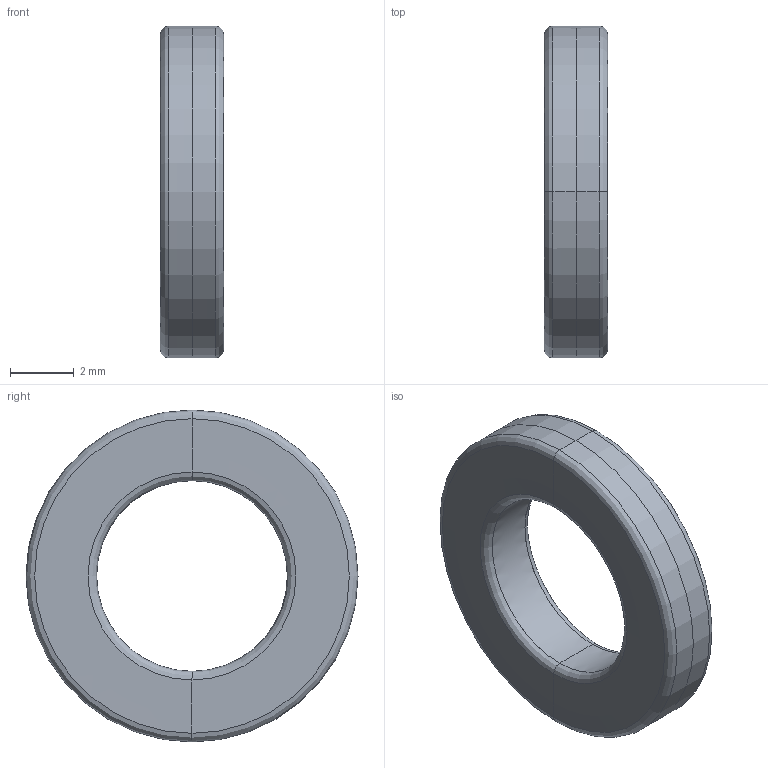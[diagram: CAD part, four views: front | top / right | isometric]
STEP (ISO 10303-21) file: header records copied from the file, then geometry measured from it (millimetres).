
FILE_DESCRIPTION (( 'STEP AP203' ), '1' );
FILE_NAME ('O-Ring_McMasterCarr_90025K441.STEP', '2019-07-27T18:22:17', ( '' ), ( '' ), 'SwSTEP 2.0', 'SolidWorks 2019', '' );
FILE_SCHEMA (( 'CONFIG_CONTROL_DESIGN' ));
Length unit declared in the file: inch
Products named in the file (1): O-Ring_McMasterCarr_90025K441
Bounding box: 2 x 10.45 x 10.45 mm (x, y, z)
Volume: 113.3 mm3; surface area: 206.4 mm2
Topology: 1 solids, 1 shells, 22 faces, 44 edges, 22 vertices
Faces by surface type: torus 22
Entity records: 659 total; most frequent: DIRECTION 134, CARTESIAN_POINT 89, ORIENTED_EDGE 88, AXIS2_PLACEMENT_3D 67, EDGE_CURVE 44, CIRCLE 44, VERTEX_POINT 22, EDGE_LOOP 22
